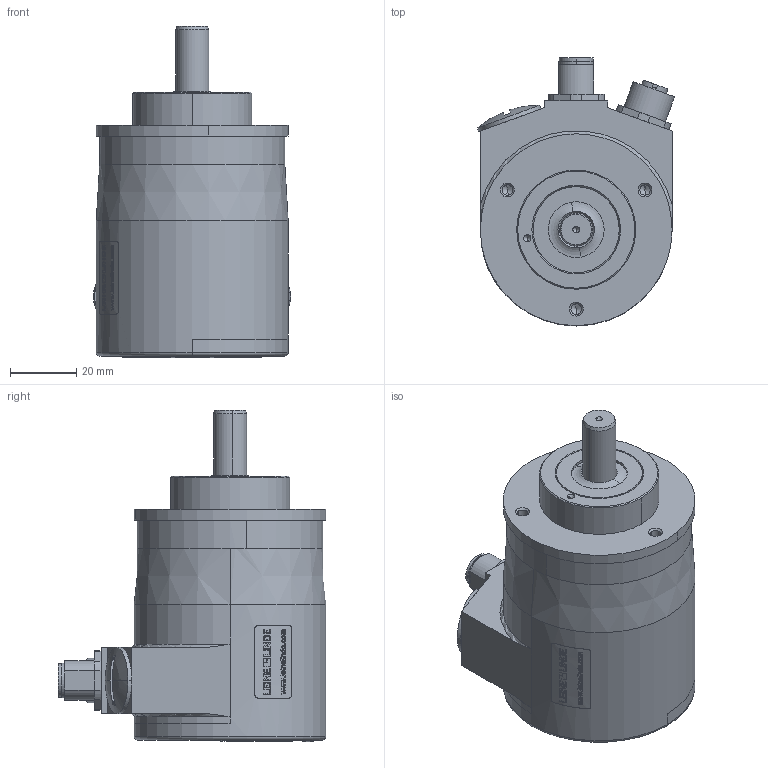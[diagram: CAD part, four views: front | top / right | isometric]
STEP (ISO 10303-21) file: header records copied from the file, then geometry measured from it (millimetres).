
FILE_DESCRIPTION((''),'2;1');
FILE_NAME('642805','2011-01-13T',('se2802'),(''),'PRO/ENGINEER BY PARAMETRIC TECHNOLOGY CORPORATION, 2010180','PRO/ENGINEER BY PARAMETRIC TECHNOLOGY CORPORATION, 2010180','');
FILE_SCHEMA(('CONFIG_CONTROL_DESIGN'));
Products named in the file (1): 642805
Bounding box: 59.57 x 81 x 100.23 mm (x, y, z)
Volume: 101371.4 mm3; surface area: 69980.8 mm2
Topology: 9 solids, 10 shells, 4559 faces, 12465 edges, 8162 vertices
Faces by surface type: plane 2667, cylinder 1078, extrusion 324, cone 250, torus 167, bspline 51, sphere 20, revolution 2
Entity records: 159108 total; most frequent: CARTESIAN_POINT 44231, ORIENTED_EDGE 24858, DIRECTION 22234, EDGE_CURVE 12429, VECTOR 8266, VERTEX_POINT 8162, LINE 7942, AXIS2_PLACEMENT_3D 6983
